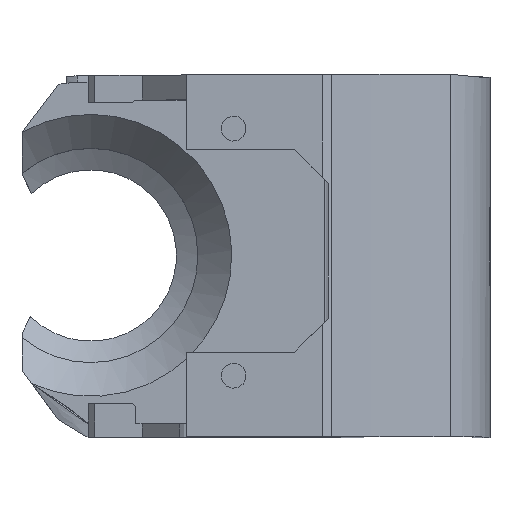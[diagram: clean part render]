
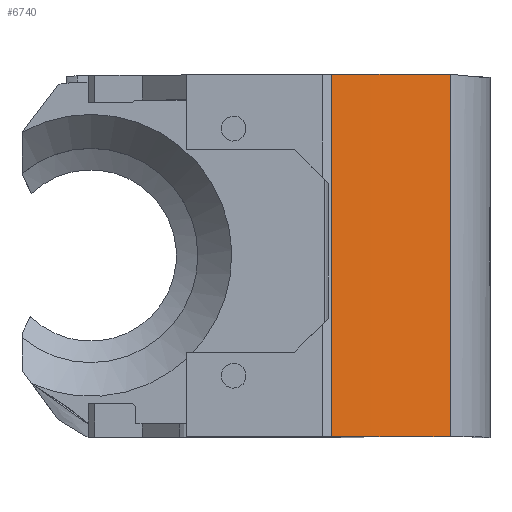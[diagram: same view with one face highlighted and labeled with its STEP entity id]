
A CAD part, top view. The second image highlights one B-rep face of the part: STEP entity #6740.
In plain terms, the highlighted cylindrical face has radius 640 mm (diameter 1280 mm), a partial arc.
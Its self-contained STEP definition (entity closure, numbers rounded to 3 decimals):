
#217=CYLINDRICAL_SURFACE('',#7157,640.);
#667=FACE_OUTER_BOUND('',#1048,.T.);
#1048=EDGE_LOOP('',(#5905,#5906,#5907,#5908));
#1262=CIRCLE('',#7158,640.);
#1263=CIRCLE('',#7159,640.);
#2042=LINE('',#18263,#2538);
#2044=LINE('',#18269,#2540);
#2538=VECTOR('',#8336,1000.);
#2540=VECTOR('',#8342,10.);
#3191=VERTEX_POINT('',#18260);
#3192=VERTEX_POINT('',#18262);
#3193=VERTEX_POINT('',#18266);
#3194=VERTEX_POINT('',#18268);
#4160=EDGE_CURVE('',#3192,#3191,#2042,.T.);
#4162=EDGE_CURVE('',#3193,#3191,#1262,.F.);
#4163=EDGE_CURVE('',#3194,#3193,#2044,.T.);
#4164=EDGE_CURVE('',#3192,#3194,#1263,.F.);
#5905=ORIENTED_EDGE('',*,*,#4162,.F.);
#5906=ORIENTED_EDGE('',*,*,#4163,.F.);
#5907=ORIENTED_EDGE('',*,*,#4164,.F.);
#5908=ORIENTED_EDGE('',*,*,#4160,.T.);
#6740=ADVANCED_FACE('',(#667),#217,.F.);
#7157=AXIS2_PLACEMENT_3D('',#18265,#8338,#8339);
#7158=AXIS2_PLACEMENT_3D('',#18267,#8340,#8341);
#7159=AXIS2_PLACEMENT_3D('',#18270,#8343,#8344);
#8336=DIRECTION('',(0.,-1.,0.));
#8338=DIRECTION('center_axis',(0.,-1.,0.));
#8339=DIRECTION('ref_axis',(-0.624,0.,-0.781));
#8340=DIRECTION('center_axis',(0.,-1.,0.));
#8341=DIRECTION('ref_axis',(-0.624,0.,-0.781));
#8342=DIRECTION('',(0.,-1.,0.));
#8343=DIRECTION('center_axis',(0.,1.,0.));
#8344=DIRECTION('ref_axis',(-0.624,0.,-0.781));
#18260=CARTESIAN_POINT('',(45.717,128.,23.283));
#18262=CARTESIAN_POINT('',(45.717,181.5,23.283));
#18263=CARTESIAN_POINT('',(45.717,130.,23.283));
#18265=CARTESIAN_POINT('Origin',(445.12,130.,523.36));
#18266=CARTESIAN_POINT('',(63.252,128.,9.768));
#18267=CARTESIAN_POINT('Origin',(445.12,128.,523.36));
#18268=CARTESIAN_POINT('',(63.252,181.5,9.768));
#18269=CARTESIAN_POINT('',(63.252,130.,9.768));
#18270=CARTESIAN_POINT('Origin',(445.12,181.5,523.36));
